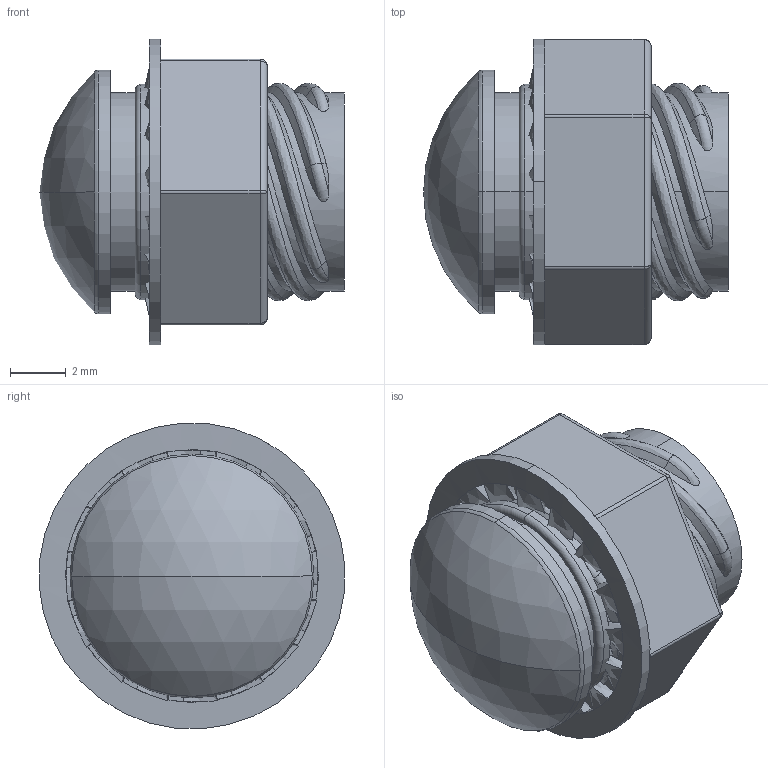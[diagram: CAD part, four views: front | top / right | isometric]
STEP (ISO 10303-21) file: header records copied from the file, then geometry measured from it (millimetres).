
FILE_DESCRIPTION (( 'STEP AP203' ), '1' );
FILE_NAME ('CMC 443 CTP.STEP', '2012-01-24T15:34:16', ( '' ), ( '' ), 'SwSTEP 2.0', 'SolidWorks 2011', '' );
FILE_SCHEMA (( 'CONFIG_CONTROL_DESIGN' ));
Length unit declared in the file: inch
Products named in the file (4): CMC 443 CTP; CLW 441_91757A109; RTN 441; 443 XXX
Assembly tree (3 placements, depth 2):
  CMC 443 CTP
    RTN 441
    443 XXX
    CLW 441_91757A109
Bounding box: 10.92 x 10.96 x 10.95 mm (x, y, z)
Volume: 335.2 mm3; surface area: 976.5 mm2
Topology: 3 solids, 3 shells, 289 faces, 828 edges, 542 vertices
Faces by surface type: bspline 148, cylinder 54, cone 34, plane 33, torus 16, sphere 4
Entity records: 15030 total; most frequent: CARTESIAN_POINT 8319, ORIENTED_EDGE 1644, DIRECTION 846, EDGE_CURVE 822, VERTEX_POINT 542, B_SPLINE_CURVE_WITH_KNOTS 338, EDGE_LOOP 296, FACE_OUTER_BOUND 289
